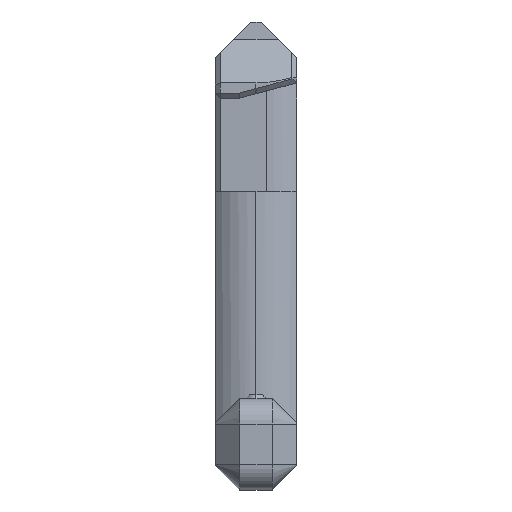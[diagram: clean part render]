
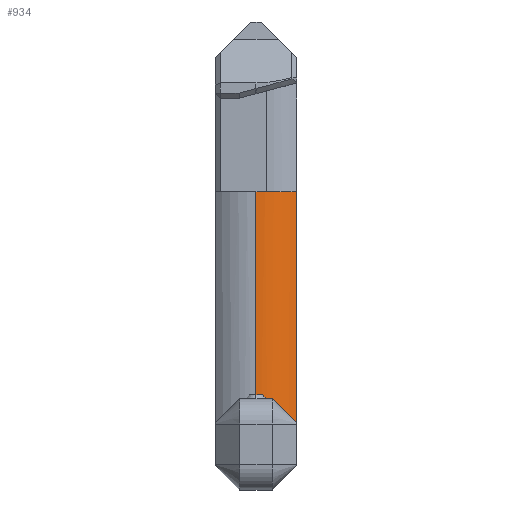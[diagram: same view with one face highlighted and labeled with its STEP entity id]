
A CAD part, left-side view. The second image highlights one B-rep face of the part: STEP entity #934.
In plain terms, the highlighted cylindrical face has radius 2.9 mm (diameter 5.8 mm), a partial arc.
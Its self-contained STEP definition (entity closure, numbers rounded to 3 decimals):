
#16 = DIRECTION ( 'NONE',  ( 0., 0., -1. ) ) ;
#28 = CYLINDRICAL_SURFACE ( 'NONE', #1385, 2.9 ) ;
#130 = CARTESIAN_POINT ( 'NONE',  ( 0., 0., 0. ) ) ;
#331 = LINE ( 'NONE', #1368, #1046 ) ;
#381 = CARTESIAN_POINT ( 'NONE',  ( -2.787, -0.8, 0. ) ) ;
#403 = CARTESIAN_POINT ( 'NONE',  ( -2.9, 0., 10.2 ) ) ;
#407 = EDGE_CURVE ( 'NONE', #1424, #2080, #331, .T. ) ;
#438 = EDGE_CURVE ( 'NONE', #656, #1179, #1212, .T. ) ;
#461 = ORIENTED_EDGE ( 'NONE', *, *, #1473, .T. ) ;
#496 = EDGE_CURVE ( 'NONE', #2506, #1179, #2013, .T. ) ;
#613 = CARTESIAN_POINT ( 'NONE',  ( -2.1, -2., 10.2 ) ) ;
#629 = ORIENTED_EDGE ( 'NONE', *, *, #438, .T. ) ;
#656 = VERTEX_POINT ( 'NONE', #403 ) ;
#660 = CARTESIAN_POINT ( 'NONE',  ( -2.787, -0.8, 0. ) ) ;
#679 = DIRECTION ( 'NONE',  ( 0., 0., -1. ) ) ;
#783 = CIRCLE ( 'NONE', #1477, 2.9 ) ;
#830 = CARTESIAN_POINT ( 'NONE',  ( -2.424, -1.66, -0.86 ) ) ;
#834 = AXIS2_PLACEMENT_3D ( 'NONE', #130, #1196, #1379 ) ;
#934 = ADVANCED_FACE ( 'NONE', ( #2496 ), #28, .T. ) ;
#1046 = VECTOR ( 'NONE', #2241, 1000. ) ;
#1066 = CARTESIAN_POINT ( 'NONE',  ( 0., 0., 10.2 ) ) ;
#1179 = VERTEX_POINT ( 'NONE', #1484 ) ;
#1196 = DIRECTION ( 'NONE',  ( 0., 0., -1. ) ) ;
#1197 = EDGE_LOOP ( 'NONE', ( #461, #629, #1812, #1774, #1343 ) ) ;
#1210 = CARTESIAN_POINT ( 'NONE',  ( -2.658, -1.252, -0.452 ) ) ;
#1212 = LINE ( 'NONE', #1844, #1705 ) ;
#1262 = CARTESIAN_POINT ( 'NONE',  ( -2.1, -2., -1.2 ) ) ;
#1343 = ORIENTED_EDGE ( 'NONE', *, *, #407, .F. ) ;
#1368 = CARTESIAN_POINT ( 'NONE',  ( -2.1, -2., 6.75 ) ) ;
#1379 = DIRECTION ( 'NONE',  ( -1., 0., 0. ) ) ;
#1385 = AXIS2_PLACEMENT_3D ( 'NONE', #2110, #16, #1472 ) ;
#1397 = EDGE_CURVE ( 'NONE', #2506, #2080, #1851, .T. ) ;
#1424 = VERTEX_POINT ( 'NONE', #613 ) ;
#1472 = DIRECTION ( 'NONE',  ( -1., 0., 0. ) ) ;
#1473 = EDGE_CURVE ( 'NONE', #1424, #656, #783, .T. ) ;
#1477 = AXIS2_PLACEMENT_3D ( 'NONE', #1066, #679, #2350 ) ;
#1484 = CARTESIAN_POINT ( 'NONE',  ( -2.9, 0., 0. ) ) ;
#1705 = VECTOR ( 'NONE', #2652, 1000. ) ;
#1774 = ORIENTED_EDGE ( 'NONE', *, *, #1397, .T. ) ;
#1812 = ORIENTED_EDGE ( 'NONE', *, *, #496, .F. ) ;
#1844 = CARTESIAN_POINT ( 'NONE',  ( -2.9, 0., 10.2 ) ) ;
#1851 =( BOUNDED_CURVE ( )  B_SPLINE_CURVE ( 3, ( #381, #1210, #830, #1262 ),
 .UNSPECIFIED., .F., .F. ) 
 B_SPLINE_CURVE_WITH_KNOTS ( ( 4, 4 ),
 ( 4.992, 5.473 ),
 .UNSPECIFIED. ) 
 CURVE ( )  GEOMETRIC_REPRESENTATION_ITEM ( )  RATIONAL_B_SPLINE_CURVE ( ( 1., 0.981, 0.981, 1. ) ) 
 REPRESENTATION_ITEM ( '' )  );
#2013 = CIRCLE ( 'NONE', #834, 2.9 ) ;
#2080 = VERTEX_POINT ( 'NONE', #2618 ) ;
#2110 = CARTESIAN_POINT ( 'NONE',  ( 0., 0., 10.2 ) ) ;
#2241 = DIRECTION ( 'NONE',  ( 0., 0., -1. ) ) ;
#2350 = DIRECTION ( 'NONE',  ( -1., 0., 0. ) ) ;
#2496 = FACE_OUTER_BOUND ( 'NONE', #1197, .T. ) ;
#2506 = VERTEX_POINT ( 'NONE', #660 ) ;
#2618 = CARTESIAN_POINT ( 'NONE',  ( -2.1, -2., -1.2 ) ) ;
#2652 = DIRECTION ( 'NONE',  ( 0., 0., -1. ) ) ;
